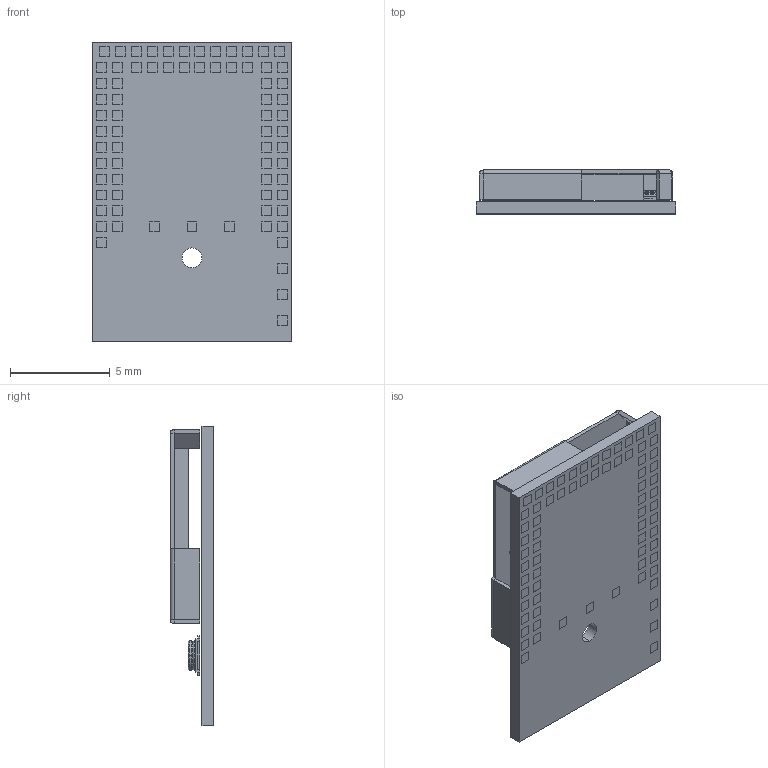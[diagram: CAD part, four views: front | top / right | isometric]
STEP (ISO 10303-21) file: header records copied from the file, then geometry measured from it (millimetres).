
FILE_DESCRIPTION (( 'STEP AP214' ), '1' );
FILE_NAME ('BL654.STEP', '2018-07-09T14:02:05', ( '' ), ( '' ), 'SwSTEP 2.0', 'SolidWorks 2017', '' );
FILE_SCHEMA (( 'AUTOMOTIVE_DESIGN' ));
Length unit declared in the file: millimetre
Products named in the file (5): BL654; bl654_shielding_can_20180124; BL654 PCB; BL654 Solder Pad; BL652 A1 MHF4 Connector
Assembly tree (75 placements, depth 2):
  BL654
    BL654 PCB
    bl654_shielding_can_20180124
    BL654 Solder Pad  x72
    BL652 A1 MHF4 Connector
Bounding box: 10 x 2.2 x 15 mm (x, y, z)
Volume: 113.2 mm3; surface area: 631.4 mm2
Topology: 74 solids, 76 shells, 575 faces, 1237 edges, 817 vertices
Faces by surface type: plane 523, cylinder 37, cone 10, sphere 4, bspline 1
Entity records: 6025 total; most frequent: CARTESIAN_POINT 934, DIRECTION 908, ORIENTED_EDGE 717, EDGE_CURVE 383, AXIS2_PLACEMENT_3D 313, LINE 282, VECTOR 282, VERTEX_POINT 249
